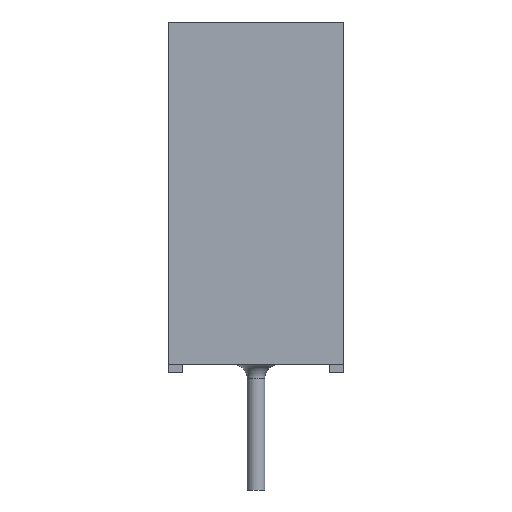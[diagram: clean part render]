
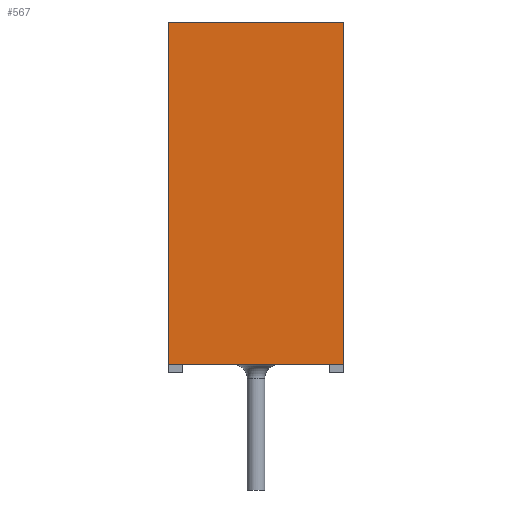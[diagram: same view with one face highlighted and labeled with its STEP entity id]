
A CAD part, left-side view. The second image highlights one B-rep face of the part: STEP entity #567.
In plain terms, the highlighted planar face has unit normal (-1, 0, 0).
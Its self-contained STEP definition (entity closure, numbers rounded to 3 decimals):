
#567 = ADVANCED_FACE( '', ( #1224 ), #1225, .F. );
#1224 = FACE_OUTER_BOUND( '', #1986, .T. );
#1225 = PLANE( '', #1987 );
#1986 = EDGE_LOOP( '', ( #4006, #4007, #4008, #4009 ) );
#1987 = AXIS2_PLACEMENT_3D( '', #4010, #4011, #4012 );
#4006 = ORIENTED_EDGE( '', *, *, #5063, .T. );
#4007 = ORIENTED_EDGE( '', *, *, #5595, .F. );
#4008 = ORIENTED_EDGE( '', *, *, #5596, .F. );
#4009 = ORIENTED_EDGE( '', *, *, #5511, .T. );
#4010 = CARTESIAN_POINT( '', ( -5.25, -3., 5.85 ) );
#4011 = DIRECTION( '', ( 1., 0., 0. ) );
#4012 = DIRECTION( '', ( 0., 0., -1. ) );
#5063 = EDGE_CURVE( '', #5937, #5938, #5939, .T. );
#5511 = EDGE_CURVE( '', #6633, #5937, #6634, .T. );
#5595 = EDGE_CURVE( '', #6745, #5938, #6746, .T. );
#5596 = EDGE_CURVE( '', #6633, #6745, #6747, .T. );
#5937 = VERTEX_POINT( '', #7472 );
#5938 = VERTEX_POINT( '', #7473 );
#5939 = LINE( '', #7474, #7475 );
#6633 = VERTEX_POINT( '', #9367 );
#6634 = LINE( '', #9368, #9369 );
#6745 = VERTEX_POINT( '', #9660 );
#6746 = LINE( '', #9661, #9662 );
#6747 = LINE( '', #9663, #9664 );
#7472 = CARTESIAN_POINT( '', ( -5.25, 3., 5.85 ) );
#7473 = CARTESIAN_POINT( '', ( -5.25, 3., -5.85 ) );
#7474 = CARTESIAN_POINT( '', ( -5.25, 3., 5.85 ) );
#7475 = VECTOR( '', #10197, 1000. );
#9367 = CARTESIAN_POINT( '', ( -5.25, -3., 5.85 ) );
#9368 = CARTESIAN_POINT( '', ( -5.25, -3., 5.85 ) );
#9369 = VECTOR( '', #10412, 1000. );
#9660 = CARTESIAN_POINT( '', ( -5.25, -3., -5.85 ) );
#9661 = CARTESIAN_POINT( '', ( -5.25, -3., -5.85 ) );
#9662 = VECTOR( '', #10455, 1000. );
#9663 = CARTESIAN_POINT( '', ( -5.25, -3., 5.85 ) );
#9664 = VECTOR( '', #10456, 1000. );
#10197 = DIRECTION( '', ( 0., 0., -1. ) );
#10412 = DIRECTION( '', ( 0., 1., 0. ) );
#10455 = DIRECTION( '', ( 0., 1., 0. ) );
#10456 = DIRECTION( '', ( 0., 0., -1. ) );
